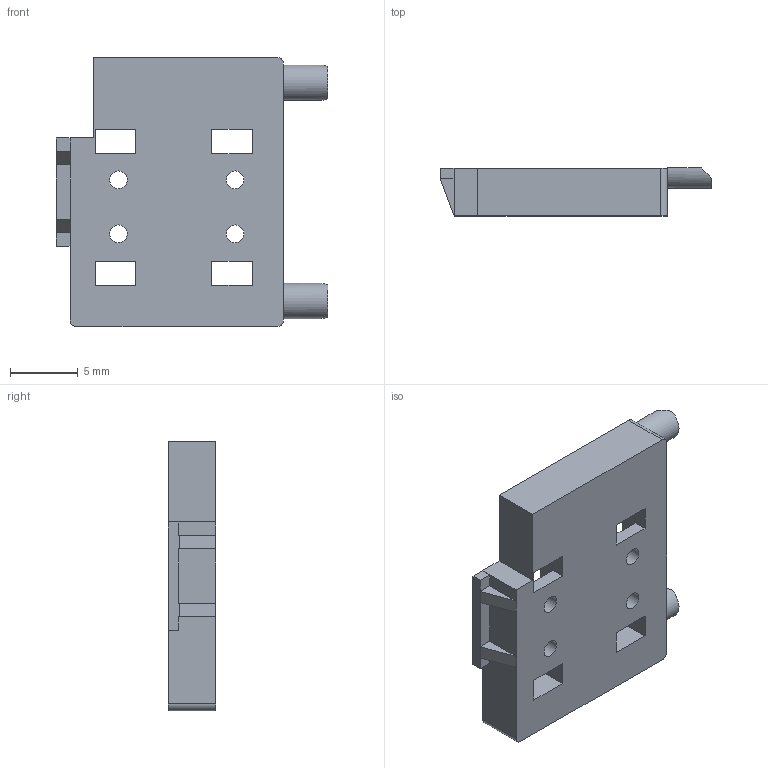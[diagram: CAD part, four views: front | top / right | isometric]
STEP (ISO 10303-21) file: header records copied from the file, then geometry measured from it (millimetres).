
FILE_DESCRIPTION(/* description */ (''),/* implementation_level */ '2;1');
FILE_NAME(/* name */ 'double_mousey_r.step',/* time_stamp */ '2023-07-23T15:56:11-06:00',/* author */ (''),/* organization */ (''),/* preprocessor_version */ 'ST-DEVELOPER v19.2',/* originating_system */ 'Autodesk Translation Framework v12.6.0.85',/* authorisation */ '');
FILE_SCHEMA (('AUTOMOTIVE_DESIGN { 1 0 10303 214 3 1 1 }'));
Length unit declared in the file: millimetre
Products named in the file (1): double-R atempt
Bounding box: 19.99 x 3.51 x 19.87 mm (x, y, z)
Volume: 803.4 mm3; surface area: 1081 mm2
Topology: 1 solids, 1 shells, 69 faces, 199 edges, 130 vertices
Faces by surface type: plane 60, cylinder 9
Full cylindrical faces by diameter (mm): 1.3 x4
Entity records: 2300 total; most frequent: CARTESIAN_POINT 399, ORIENTED_EDGE 398, DIRECTION 365, EDGE_CURVE 199, LINE 173, VECTOR 173, VERTEX_POINT 130, AXIS2_PLACEMENT_3D 96
